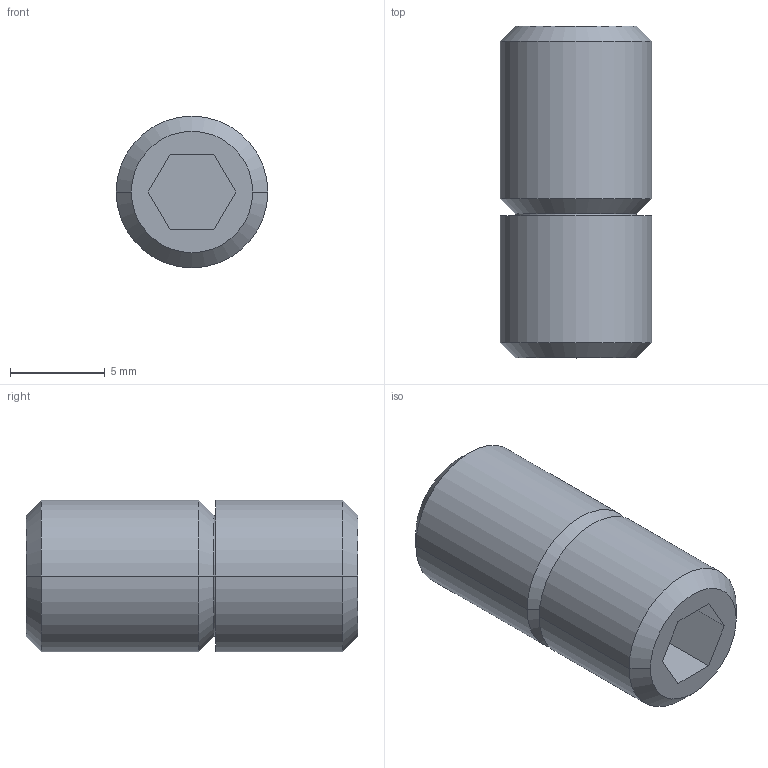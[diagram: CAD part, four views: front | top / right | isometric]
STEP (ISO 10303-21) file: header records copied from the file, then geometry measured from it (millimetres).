
FILE_DESCRIPTION((''),'2;1');
FILE_NAME('2RSTD008___BO0','2019-10-29T15:58:39',('kim.bk'),(''),'CREO PARAMETRIC BY PTC INC, 2019010','CREO PARAMETRIC BY PTC INC, 2019010','');
FILE_SCHEMA(('CONFIG_CONTROL_DESIGN'));
Length unit declared in the file: millimetre
Products named in the file (1): 2RSTD008___BO0
Bounding box: 8 x 17.5 x 8 mm (x, y, z)
Volume: 777.3 mm3; surface area: 744.4 mm2
Topology: 2 solids, 2 shells, 33 faces, 70 edges, 44 vertices
Faces by surface type: plane 19, cone 10, cylinder 4
Entity records: 916 total; most frequent: DIRECTION 156, CARTESIAN_POINT 147, ORIENTED_EDGE 140, EDGE_CURVE 70, AXIS2_PLACEMENT_3D 53, VECTOR 50, LINE 50, VERTEX_POINT 44
